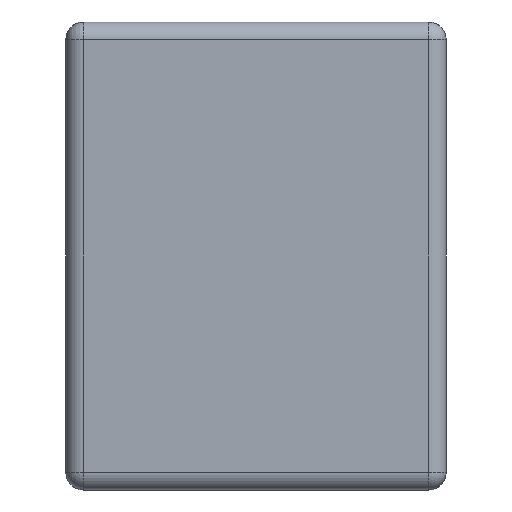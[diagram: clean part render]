
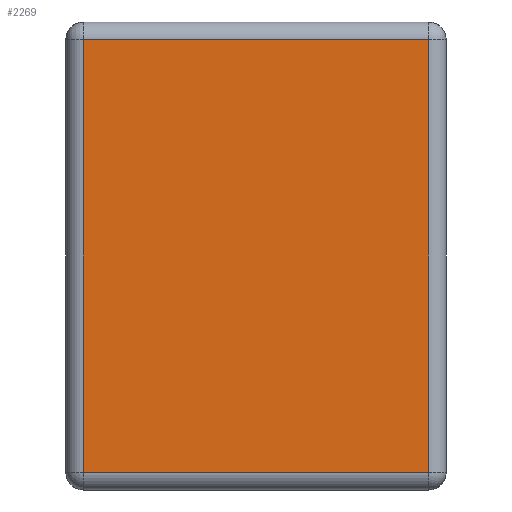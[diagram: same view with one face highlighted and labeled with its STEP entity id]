
A CAD part, left-side view. The second image highlights one B-rep face of the part: STEP entity #2269.
In plain terms, the highlighted planar face has unit normal (-1, 0, 0).
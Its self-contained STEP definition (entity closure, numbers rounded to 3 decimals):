
#64 = VECTOR ( 'NONE', #3047, 1000. ) ;
#110 = FACE_OUTER_BOUND ( 'NONE', #1970, .T. ) ;
#226 = VECTOR ( 'NONE', #884, 1000. ) ;
#243 = EDGE_CURVE ( 'NONE', #1614, #1962, #2053, .T. ) ;
#308 = DIRECTION ( 'NONE',  ( 0., 0., 1. ) ) ;
#334 = ORIENTED_EDGE ( 'NONE', *, *, #1415, .T. ) ;
#373 = ORIENTED_EDGE ( 'NONE', *, *, #2703, .T. ) ;
#415 = EDGE_CURVE ( 'NONE', #2582, #810, #2538, .T. ) ;
#434 = CARTESIAN_POINT ( 'NONE',  ( -1.6, 0.06, -0.74 ) ) ;
#560 = CARTESIAN_POINT ( 'NONE',  ( -1.6, 1.24, 0.74 ) ) ;
#692 = AXIS2_PLACEMENT_3D ( 'NONE', #2643, #1658, #2676 ) ;
#770 = CARTESIAN_POINT ( 'NONE',  ( -1.6, 1.24, -0.74 ) ) ;
#810 = VERTEX_POINT ( 'NONE', #770 ) ;
#884 = DIRECTION ( 'NONE',  ( 0., -1., 0. ) ) ;
#1118 = LINE ( 'NONE', #1168, #226 ) ;
#1168 = CARTESIAN_POINT ( 'NONE',  ( -1.6, 0., -0.74 ) ) ;
#1368 = CARTESIAN_POINT ( 'NONE',  ( -1.6, 1.3, 0.74 ) ) ;
#1415 = EDGE_CURVE ( 'NONE', #1962, #2582, #2319, .T. ) ;
#1553 = CARTESIAN_POINT ( 'NONE',  ( -1.6, 1.24, -0.8 ) ) ;
#1614 = VERTEX_POINT ( 'NONE', #434 ) ;
#1658 = DIRECTION ( 'NONE',  ( -1., 0., 0. ) ) ;
#1772 = ORIENTED_EDGE ( 'NONE', *, *, #415, .T. ) ;
#1789 = CARTESIAN_POINT ( 'NONE',  ( -1.6, 0.06, 0.8 ) ) ;
#1889 = VECTOR ( 'NONE', #308, 1000. ) ;
#1962 = VERTEX_POINT ( 'NONE', #2425 ) ;
#1970 = EDGE_LOOP ( 'NONE', ( #2818, #334, #1772, #373 ) ) ;
#2053 = LINE ( 'NONE', #1789, #1889 ) ;
#2269 = ADVANCED_FACE ( 'NONE', ( #110 ), #3154, .T. ) ;
#2319 = LINE ( 'NONE', #1368, #2860 ) ;
#2425 = CARTESIAN_POINT ( 'NONE',  ( -1.6, 0.06, 0.74 ) ) ;
#2538 = LINE ( 'NONE', #1553, #64 ) ;
#2582 = VERTEX_POINT ( 'NONE', #560 ) ;
#2623 = DIRECTION ( 'NONE',  ( 0., 1., 0. ) ) ;
#2643 = CARTESIAN_POINT ( 'NONE',  ( -1.6, 0., 0. ) ) ;
#2676 = DIRECTION ( 'NONE',  ( 0., 0., 1. ) ) ;
#2703 = EDGE_CURVE ( 'NONE', #810, #1614, #1118, .T. ) ;
#2818 = ORIENTED_EDGE ( 'NONE', *, *, #243, .T. ) ;
#2860 = VECTOR ( 'NONE', #2623, 1000. ) ;
#3047 = DIRECTION ( 'NONE',  ( 0., 0., -1. ) ) ;
#3154 = PLANE ( 'NONE',  #692 ) ;
